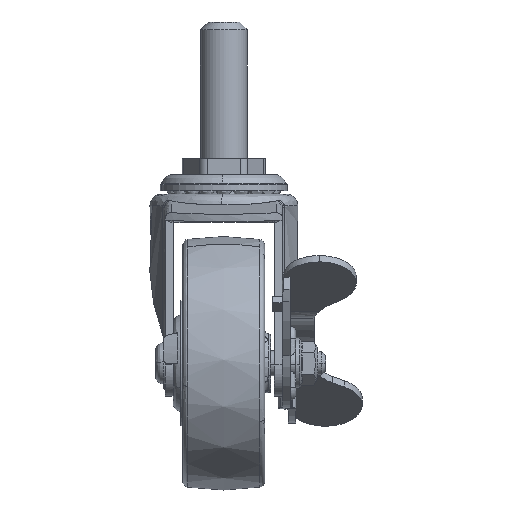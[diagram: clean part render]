
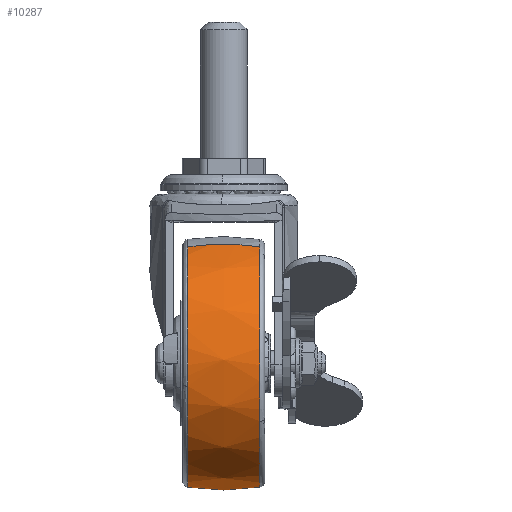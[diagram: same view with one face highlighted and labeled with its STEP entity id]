
A CAD part, left-side view. The second image highlights one B-rep face of the part: STEP entity #10287.
In plain terms, the highlighted free-form (B-spline) face has degree [2, 2] with [5, 5] control points.
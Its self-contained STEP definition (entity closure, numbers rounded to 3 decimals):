
#10005=CARTESIAN_POINT('',(-28.086,-9.231,-14.883));
#10006=VERTEX_POINT('',#10005);
#10020=CARTESIAN_POINT('',(10.871,-9.231,-29.869));
#10021=VERTEX_POINT('',#10020);
#10022=CARTESIAN_POINT('',(-28.086,-9.231,-14.883));
#10023=CARTESIAN_POINT('',(-15.13,-9.231,-39.332));
#10024=CARTESIAN_POINT('',(10.871,-9.231,-29.869));
#10032=(BOUNDED_CURVE()B_SPLINE_CURVE(2,(#10022,#10023,#10024),.UNSPECIFIED.,.F.,.U.)B_SPLINE_CURVE_WITH_KNOTS((3,3),(0.774,1.0),.UNSPECIFIED.)CURVE()GEOMETRIC_REPRESENTATION_ITEM()RATIONAL_B_SPLINE_CURVE((0.95,0.735,1.0))REPRESENTATION_ITEM(''));
#10033=EDGE_CURVE('',#10006,#10021,#10032,.T.);
#10095=CARTESIAN_POINT('',(-10.871,-9.231,29.869));
#10096=VERTEX_POINT('',#10095);
#10110=CARTESIAN_POINT('',(-10.871,-9.231,29.869));
#10111=CARTESIAN_POINT('',(-40.74,-9.231,18.997));
#10112=CARTESIAN_POINT('',(-29.869,-9.231,-10.871));
#10113=CARTESIAN_POINT('',(-29.116,-9.231,-12.939));
#10114=CARTESIAN_POINT('',(-28.086,-9.231,-14.883));
#10122=(BOUNDED_CURVE()B_SPLINE_CURVE(2,(#10110,#10111,#10112,#10113,#10114),.UNSPECIFIED.,.F.,.U.)B_SPLINE_CURVE_WITH_KNOTS((3,2,3),(0.5,0.75,0.774),.UNSPECIFIED.)CURVE()GEOMETRIC_REPRESENTATION_ITEM()RATIONAL_B_SPLINE_CURVE((1.0,0.707,1.0,0.972,0.95))REPRESENTATION_ITEM(''));
#10123=EDGE_CURVE('',#10096,#10006,#10122,.T.);
#10162=CARTESIAN_POINT('',(10.871,9.231,-29.869));
#10163=VERTEX_POINT('',#10162);
#10164=CARTESIAN_POINT('',(10.871,-9.231,-29.869));
#10165=CARTESIAN_POINT('',(10.993,-6.941,-30.204));
#10166=CARTESIAN_POINT('',(11.197,-0.781,-30.764));
#10167=CARTESIAN_POINT('',(11.075,5.415,-30.428));
#10168=CARTESIAN_POINT('',(10.871,9.231,-29.869));
#10169=B_SPLINE_CURVE_WITH_KNOTS('',3,(#10164,#10165,#10166,#10167,#10168),.UNSPECIFIED.,.F.,.U.,(4,1,4),(0.,6.951,18.535),.UNSPECIFIED.);
#10170=EDGE_CURVE('',#10021,#10163,#10169,.T.);
#10187=CARTESIAN_POINT('',(-10.871,9.231,29.869));
#10188=VERTEX_POINT('',#10187);
#10204=CARTESIAN_POINT('',(-10.871,-9.231,29.869));
#10205=CARTESIAN_POINT('',(-10.978,-7.228,30.162));
#10206=CARTESIAN_POINT('',(-11.122,-3.19,30.557));
#10207=CARTESIAN_POINT('',(-11.127,2.997,30.571));
#10208=CARTESIAN_POINT('',(-10.983,7.132,30.176));
#10209=CARTESIAN_POINT('',(-10.871,9.231,29.869));
#10210=B_SPLINE_CURVE_WITH_KNOTS('',3,(#10204,#10205,#10206,#10207,#10208,#10209),.UNSPECIFIED.,.F.,.U.,(4,1,1,4),(0.,6.082,12.164,18.535),.UNSPECIFIED.);
#10211=EDGE_CURVE('',#10096,#10188,#10210,.T.);
#10218=CARTESIAN_POINT('',(-10.819,-10.162,29.725));
#10219=CARTESIAN_POINT('',(-11.116,-5.118,30.54));
#10220=CARTESIAN_POINT('',(-11.116,0.0,30.54));
#10221=CARTESIAN_POINT('',(-11.116,5.118,30.54));
#10222=CARTESIAN_POINT('',(-10.819,10.162,29.725));
#10223=CARTESIAN_POINT('',(-40.545,-10.162,18.906));
#10224=CARTESIAN_POINT('',(-41.656,-5.118,19.424));
#10225=CARTESIAN_POINT('',(-41.656,0.0,19.424));
#10226=CARTESIAN_POINT('',(-41.656,5.118,19.424));
#10227=CARTESIAN_POINT('',(-40.545,10.162,18.906));
#10228=CARTESIAN_POINT('',(-29.725,-10.162,-10.819));
#10229=CARTESIAN_POINT('',(-30.54,-5.118,-11.116));
#10230=CARTESIAN_POINT('',(-30.54,0.0,-11.116));
#10231=CARTESIAN_POINT('',(-30.54,5.118,-11.116));
#10232=CARTESIAN_POINT('',(-29.725,10.162,-10.819));
#10233=CARTESIAN_POINT('',(-18.906,-10.162,-40.545));
#10234=CARTESIAN_POINT('',(-19.424,-5.118,-41.656));
#10235=CARTESIAN_POINT('',(-19.424,0.0,-41.656));
#10236=CARTESIAN_POINT('',(-19.424,5.118,-41.656));
#10237=CARTESIAN_POINT('',(-18.906,10.162,-40.545));
#10238=CARTESIAN_POINT('',(10.819,-10.162,-29.725));
#10239=CARTESIAN_POINT('',(11.116,-5.118,-30.54));
#10240=CARTESIAN_POINT('',(11.116,0.0,-30.54));
#10241=CARTESIAN_POINT('',(11.116,5.118,-30.54));
#10242=CARTESIAN_POINT('',(10.819,10.162,-29.725));
#10250=(BOUNDED_SURFACE()B_SPLINE_SURFACE(2,2,((#10218,#10223,#10228,#10233,#10238),(#10219,#10224,#10229,#10234,#10239),(#10220,#10225,#10230,#10235,#10240),(#10221,#10226,#10231,#10236,#10241),(#10222,#10227,#10232,#10237,#10242)),.UNSPECIFIED.,.F.,.F.,.U.)B_SPLINE_SURFACE_WITH_KNOTS((3,2,3),(3,2,3),(0.0,10.405,20.811),(0.0,53.848,107.696),.UNSPECIFIED.)GEOMETRIC_REPRESENTATION_ITEM()RATIONAL_B_SPLINE_SURFACE(((0.961,0.679,0.961,0.679,0.961),(0.977,0.691,0.977,0.691,0.977),(1.0,0.707,1.0,0.707,1.0),(0.977,0.691,0.977,0.691,0.977),(0.961,0.679,0.961,0.679,0.961)))REPRESENTATION_ITEM('')SURFACE());
#10251=ORIENTED_EDGE('',*,*,#10170,.F.);
#10252=ORIENTED_EDGE('',*,*,#10033,.F.);
#10253=ORIENTED_EDGE('',*,*,#10123,.F.);
#10254=ORIENTED_EDGE('',*,*,#10211,.T.);
#10255=CARTESIAN_POINT('',(-31.239,9.231,-5.869));
#10256=VERTEX_POINT('',#10255);
#10257=CARTESIAN_POINT('',(-10.871,9.231,29.869));
#10258=CARTESIAN_POINT('',(-36.22,9.231,20.643));
#10259=CARTESIAN_POINT('',(-31.239,9.231,-5.869));
#10267=(BOUNDED_CURVE()B_SPLINE_CURVE(2,(#10257,#10258,#10259),.UNSPECIFIED.,.F.,.U.)B_SPLINE_CURVE_WITH_KNOTS((3,3),(0.5,0.722),.UNSPECIFIED.)CURVE()GEOMETRIC_REPRESENTATION_ITEM()RATIONAL_B_SPLINE_CURVE((1.0,0.74,0.942))REPRESENTATION_ITEM(''));
#10268=EDGE_CURVE('',#10188,#10256,#10267,.T.);
#10269=ORIENTED_EDGE('',*,*,#10268,.T.);
#10270=CARTESIAN_POINT('',(-31.239,9.231,-5.869));
#10271=CARTESIAN_POINT('',(-30.759,9.231,-8.426));
#10272=CARTESIAN_POINT('',(-29.869,9.231,-10.871));
#10273=CARTESIAN_POINT('',(-18.997,9.231,-40.74));
#10274=CARTESIAN_POINT('',(10.871,9.231,-29.869));
#10282=(BOUNDED_CURVE()B_SPLINE_CURVE(2,(#10270,#10271,#10272,#10273,#10274),.UNSPECIFIED.,.F.,.U.)B_SPLINE_CURVE_WITH_KNOTS((3,2,3),(0.722,0.75,1.0),.UNSPECIFIED.)CURVE()GEOMETRIC_REPRESENTATION_ITEM()RATIONAL_B_SPLINE_CURVE((0.942,0.967,1.0,0.707,1.0))REPRESENTATION_ITEM(''));
#10283=EDGE_CURVE('',#10256,#10163,#10282,.T.);
#10284=ORIENTED_EDGE('',*,*,#10283,.T.);
#10285=EDGE_LOOP('',(#10251,#10252,#10253,#10254,#10269,#10284));
#10286=FACE_OUTER_BOUND('',#10285,.T.);
#10287=ADVANCED_FACE('',(#10286),#10250,.T.);
